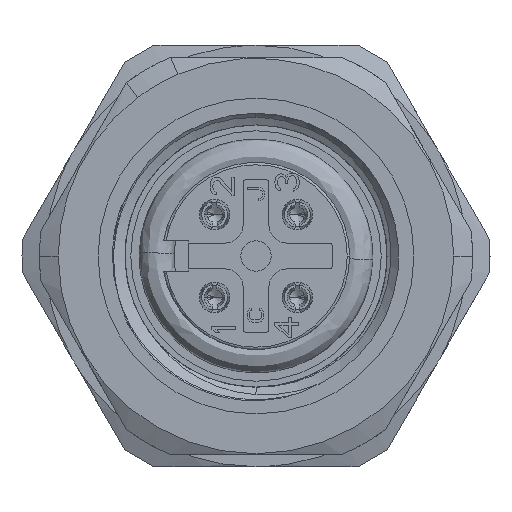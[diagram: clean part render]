
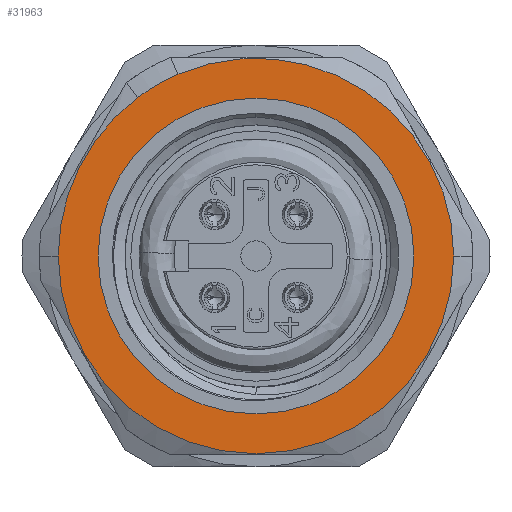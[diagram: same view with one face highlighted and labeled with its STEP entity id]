
A CAD part, left-side view. The second image highlights one B-rep face of the part: STEP entity #31963.
In plain terms, the highlighted planar face has unit normal (-1, 0, 0).
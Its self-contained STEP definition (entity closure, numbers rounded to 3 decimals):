
#215 = AXIS2_PLACEMENT_3D ( 'NONE', #12707, #24015, #17924 ) ;
#974 = VERTEX_POINT ( 'NONE', #20420 ) ;
#2088 = CARTESIAN_POINT ( 'NONE',  ( -5.864, 8.45, 3.258 ) ) ;
#2136 = AXIS2_PLACEMENT_3D ( 'NONE', #26439, #34565, #32203 ) ;
#3375 = EDGE_LOOP ( 'NONE', ( #32241, #6322, #19691, #18911 ) ) ;
#3978 = AXIS2_PLACEMENT_3D ( 'NONE', #12360, #6773, #23139 ) ;
#4259 = EDGE_CURVE ( 'NONE', #5526, #22065, #34578, .T. ) ;
#4374 = AXIS2_PLACEMENT_3D ( 'NONE', #24407, #19192, #7487 ) ;
#5239 = DIRECTION ( 'NONE',  ( 0., 1., 0. ) ) ;
#5526 = VERTEX_POINT ( 'NONE', #29696 ) ;
#5786 = DIRECTION ( 'NONE',  ( 1., 0., 0. ) ) ;
#6322 = ORIENTED_EDGE ( 'NONE', *, *, #15414, .F. ) ;
#6773 = DIRECTION ( 'NONE',  ( -1., 0., 0. ) ) ;
#7000 = CARTESIAN_POINT ( 'NONE',  ( -5.864, 0., 3.258 ) ) ;
#7487 = DIRECTION ( 'NONE',  ( 0., 0., -1. ) ) ;
#8486 = CARTESIAN_POINT ( 'NONE',  ( -5.864, 0., 10.008 ) ) ;
#8840 = CIRCLE ( 'NONE', #2136, 8.45 ) ;
#9429 = EDGE_CURVE ( 'NONE', #14467, #29200, #32006, .T. ) ;
#10154 = VERTEX_POINT ( 'NONE', #27098 ) ;
#11476 = ORIENTED_EDGE ( 'NONE', *, *, #19654, .F. ) ;
#12164 = CIRCLE ( 'NONE', #24770, 8.45 ) ;
#12360 = CARTESIAN_POINT ( 'NONE',  ( -5.864, 0., 3.258 ) ) ;
#12707 = CARTESIAN_POINT ( 'NONE',  ( -5.864, 0., 3.258 ) ) ;
#13007 = EDGE_LOOP ( 'NONE', ( #11476, #17264 ) ) ;
#13157 = CIRCLE ( 'NONE', #3978, 6.75 ) ;
#14467 = VERTEX_POINT ( 'NONE', #16675 ) ;
#15414 = EDGE_CURVE ( 'NONE', #22065, #974, #8840, .T. ) ;
#16675 = CARTESIAN_POINT ( 'NONE',  ( -5.864, 0., -3.492 ) ) ;
#16865 = CIRCLE ( 'NONE', #215, 8.45 ) ;
#17264 = ORIENTED_EDGE ( 'NONE', *, *, #9429, .F. ) ;
#17291 = DIRECTION ( 'NONE',  ( 1., 0., 0. ) ) ;
#17924 = DIRECTION ( 'NONE',  ( 0., 1., 0. ) ) ;
#18646 = PLANE ( 'NONE',  #4374 ) ;
#18911 = ORIENTED_EDGE ( 'NONE', *, *, #25433, .F. ) ;
#19034 = AXIS2_PLACEMENT_3D ( 'NONE', #30436, #5786, #5239 ) ;
#19192 = DIRECTION ( 'NONE',  ( 1., 0., 0. ) ) ;
#19369 = AXIS2_PLACEMENT_3D ( 'NONE', #7000, #26598, #23719 ) ;
#19654 = EDGE_CURVE ( 'NONE', #29200, #14467, #13157, .T. ) ;
#19691 = ORIENTED_EDGE ( 'NONE', *, *, #4259, .F. ) ;
#20420 = CARTESIAN_POINT ( 'NONE',  ( -5.864, 5.061, 10.025 ) ) ;
#22065 = VERTEX_POINT ( 'NONE', #2088 ) ;
#23139 = DIRECTION ( 'NONE',  ( 0., 0., 1. ) ) ;
#23719 = DIRECTION ( 'NONE',  ( 0., 0., 1. ) ) ;
#24015 = DIRECTION ( 'NONE',  ( 1., 0., 0. ) ) ;
#24407 = CARTESIAN_POINT ( 'NONE',  ( -5.864, 0., 3.258 ) ) ;
#24770 = AXIS2_PLACEMENT_3D ( 'NONE', #34041, #17291, #33498 ) ;
#25433 = EDGE_CURVE ( 'NONE', #10154, #5526, #16865, .T. ) ;
#26439 = CARTESIAN_POINT ( 'NONE',  ( -5.864, 0., 3.258 ) ) ;
#26598 = DIRECTION ( 'NONE',  ( -1., 0., 0. ) ) ;
#26891 = EDGE_CURVE ( 'NONE', #974, #10154, #12164, .T. ) ;
#27098 = CARTESIAN_POINT ( 'NONE',  ( -5.864, 3.334, 11.023 ) ) ;
#29200 = VERTEX_POINT ( 'NONE', #8486 ) ;
#29696 = CARTESIAN_POINT ( 'NONE',  ( -5.864, -8.45, 3.258 ) ) ;
#30436 = CARTESIAN_POINT ( 'NONE',  ( -5.864, 0., 3.258 ) ) ;
#31963 = ADVANCED_FACE ( 'NONE', ( #35239, #32524 ), #18646, .F. ) ;
#32006 = CIRCLE ( 'NONE', #19369, 6.75 ) ;
#32203 = DIRECTION ( 'NONE',  ( 0., 1., 0. ) ) ;
#32241 = ORIENTED_EDGE ( 'NONE', *, *, #26891, .F. ) ;
#32524 = FACE_OUTER_BOUND ( 'NONE', #3375, .T. ) ;
#33498 = DIRECTION ( 'NONE',  ( 0., 1., 0. ) ) ;
#34041 = CARTESIAN_POINT ( 'NONE',  ( -5.864, 0., 3.258 ) ) ;
#34565 = DIRECTION ( 'NONE',  ( 1., 0., 0. ) ) ;
#34578 = CIRCLE ( 'NONE', #19034, 8.45 ) ;
#35239 = FACE_BOUND ( 'NONE', #13007, .T. ) ;
